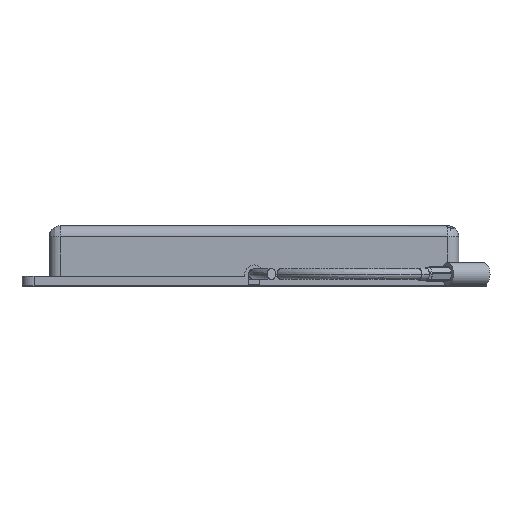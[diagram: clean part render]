
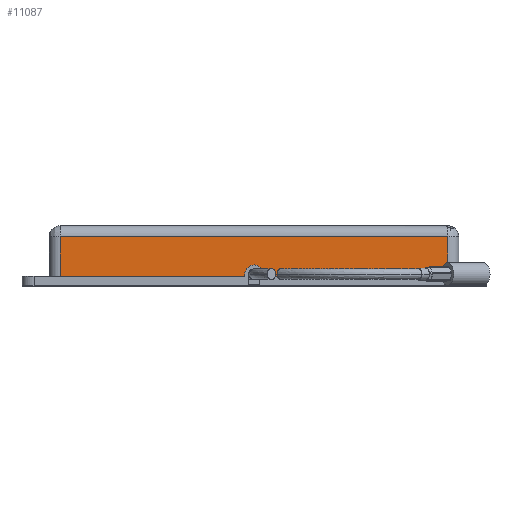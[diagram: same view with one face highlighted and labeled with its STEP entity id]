
A CAD part, top view. The second image highlights one B-rep face of the part: STEP entity #11087.
In plain terms, the highlighted face is planar.
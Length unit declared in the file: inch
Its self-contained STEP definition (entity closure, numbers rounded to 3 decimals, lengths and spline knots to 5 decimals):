
#161 = ORIENTED_EDGE ( 'NONE', *, *, #13997, .T. ) ;
#245 = CARTESIAN_POINT ( 'NONE',  ( 22.44771, 16.96078, 0.65 ) ) ;
#909 = DIRECTION ( 'NONE',  ( 0., 1., 0. ) ) ;
#1001 = EDGE_CURVE ( 'NONE', #20817, #9630, #14644, .T. ) ;
#1115 = VERTEX_POINT ( 'NONE', #17071 ) ;
#1352 = DIRECTION ( 'NONE',  ( 0., 1., 0. ) ) ;
#2247 = CARTESIAN_POINT ( 'NONE',  ( 18.72771, 16.96078, -0.08 ) ) ;
#2354 = DIRECTION ( 'NONE',  ( 0., 0., -1. ) ) ;
#2492 = VECTOR ( 'NONE', #9266, 39.37008 ) ;
#4402 = CARTESIAN_POINT ( 'NONE',  ( 19.06771, 16.96078, -0.08 ) ) ;
#4746 = CARTESIAN_POINT ( 'NONE',  ( 18.89771, 16.96078, -0.04 ) ) ;
#4823 = EDGE_CURVE ( 'NONE', #11407, #1115, #15632, .T. ) ;
#4862 = DIRECTION ( 'NONE',  ( 0., 0., -1. ) ) ;
#5015 = CARTESIAN_POINT ( 'NONE',  ( 22.44771, 16.96078, -0.1165 ) ) ;
#5045 = CARTESIAN_POINT ( 'NONE',  ( 22.80271, 16.96078, 0.65 ) ) ;
#5092 = LINE ( 'NONE', #8697, #16899 ) ;
#5117 = CARTESIAN_POINT ( 'NONE',  ( 15.34771, 16.96078, 0.65 ) ) ;
#5343 = LINE ( 'NONE', #6101, #22221 ) ;
#5743 = CARTESIAN_POINT ( 'NONE',  ( 15.34771, 16.96078, -0.1165 ) ) ;
#6101 = CARTESIAN_POINT ( 'NONE',  ( 22.80271, 16.96078, -0.08 ) ) ;
#6286 = CARTESIAN_POINT ( 'NONE',  ( 19.06771, 16.96078, -0.038 ) ) ;
#6656 = VERTEX_POINT ( 'NONE', #7218 ) ;
#6715 = ORIENTED_EDGE ( 'NONE', *, *, #4823, .F. ) ;
#6777 = CARTESIAN_POINT ( 'NONE',  ( 18.89771, 16.96078, 0.13 ) ) ;
#7008 = DIRECTION ( 'NONE',  ( 0., 0., 1. ) ) ;
#7218 = CARTESIAN_POINT ( 'NONE',  ( 18.72771, 16.96078, -0.04 ) ) ;
#7282 = ORIENTED_EDGE ( 'NONE', *, *, #11769, .T. ) ;
#7601 = PLANE ( 'NONE',  #11218 ) ;
#8314 = CARTESIAN_POINT ( 'NONE',  ( 22.80271, 16.96078, -0.1165 ) ) ;
#8697 = CARTESIAN_POINT ( 'NONE',  ( 18.72771, 16.96078, -0.082 ) ) ;
#8789 = CARTESIAN_POINT ( 'NONE',  ( 18.89771, 16.96078, -0.04 ) ) ;
#9266 = DIRECTION ( 'NONE',  ( 1., 0., 0. ) ) ;
#9345 = DIRECTION ( 'NONE',  ( 0., 0., -1. ) ) ;
#9350 = EDGE_LOOP ( 'NONE', ( #21134, #12457, #16827, #17765, #161, #6715, #7282, #18944, #12126 ) ) ;
#9630 = VERTEX_POINT ( 'NONE', #18006 ) ;
#11087 = ADVANCED_FACE ( 'NONE', ( #16845 ), #7601, .T. ) ;
#11218 = AXIS2_PLACEMENT_3D ( 'NONE', #8314, #12003, #23156 ) ;
#11407 = VERTEX_POINT ( 'NONE', #4402 ) ;
#11769 = EDGE_CURVE ( 'NONE', #11407, #9630, #5343, .T. ) ;
#12003 = DIRECTION ( 'NONE',  ( 0., -1., 0. ) ) ;
#12012 = EDGE_CURVE ( 'NONE', #16703, #20817, #21970, .T. ) ;
#12126 = ORIENTED_EDGE ( 'NONE', *, *, #12012, .F. ) ;
#12349 = DIRECTION ( 'NONE',  ( 1., 0., 0. ) ) ;
#12457 = ORIENTED_EDGE ( 'NONE', *, *, #22211, .T. ) ;
#12465 = AXIS2_PLACEMENT_3D ( 'NONE', #4746, #909, #7008 ) ;
#13997 = EDGE_CURVE ( 'NONE', #20439, #1115, #20352, .T. ) ;
#14022 = DIRECTION ( 'NONE',  ( 0., 0., 1. ) ) ;
#14191 = CARTESIAN_POINT ( 'NONE',  ( 22.80271, 16.96078, -0.08 ) ) ;
#14644 = LINE ( 'NONE', #5015, #23298 ) ;
#14893 = AXIS2_PLACEMENT_3D ( 'NONE', #8789, #1352, #20484 ) ;
#15336 = CARTESIAN_POINT ( 'NONE',  ( 15.34771, 16.96078, -0.08 ) ) ;
#15632 = LINE ( 'NONE', #6286, #19826 ) ;
#16703 = VERTEX_POINT ( 'NONE', #5117 ) ;
#16827 = ORIENTED_EDGE ( 'NONE', *, *, #18545, .F. ) ;
#16845 = FACE_OUTER_BOUND ( 'NONE', #9350, .T. ) ;
#16899 = VECTOR ( 'NONE', #4862, 39.37008 ) ;
#17071 = CARTESIAN_POINT ( 'NONE',  ( 19.06771, 16.96078, -0.04 ) ) ;
#17188 = DIRECTION ( 'NONE',  ( 1., 0., 0. ) ) ;
#17265 = CIRCLE ( 'NONE', #14893, 0.17 ) ;
#17765 = ORIENTED_EDGE ( 'NONE', *, *, #17975, .T. ) ;
#17867 = VECTOR ( 'NONE', #12349, 39.37008 ) ;
#17975 = EDGE_CURVE ( 'NONE', #6656, #20439, #17265, .T. ) ;
#18006 = CARTESIAN_POINT ( 'NONE',  ( 22.44771, 16.96078, -0.08 ) ) ;
#18545 = EDGE_CURVE ( 'NONE', #6656, #18938, #5092, .T. ) ;
#18907 = VERTEX_POINT ( 'NONE', #15336 ) ;
#18938 = VERTEX_POINT ( 'NONE', #2247 ) ;
#18944 = ORIENTED_EDGE ( 'NONE', *, *, #1001, .F. ) ;
#18956 = EDGE_CURVE ( 'NONE', #16703, #18907, #19298, .T. ) ;
#19298 = LINE ( 'NONE', #5743, #20852 ) ;
#19777 = LINE ( 'NONE', #14191, #17867 ) ;
#19826 = VECTOR ( 'NONE', #14022, 39.37008 ) ;
#20352 = CIRCLE ( 'NONE', #12465, 0.17 ) ;
#20439 = VERTEX_POINT ( 'NONE', #6777 ) ;
#20484 = DIRECTION ( 'NONE',  ( 0., 0., 1. ) ) ;
#20817 = VERTEX_POINT ( 'NONE', #245 ) ;
#20852 = VECTOR ( 'NONE', #2354, 39.37008 ) ;
#21134 = ORIENTED_EDGE ( 'NONE', *, *, #18956, .T. ) ;
#21970 = LINE ( 'NONE', #5045, #2492 ) ;
#22211 = EDGE_CURVE ( 'NONE', #18907, #18938, #19777, .T. ) ;
#22221 = VECTOR ( 'NONE', #17188, 39.37008 ) ;
#23156 = DIRECTION ( 'NONE',  ( 0., 0., -1. ) ) ;
#23298 = VECTOR ( 'NONE', #9345, 39.37008 ) ;
